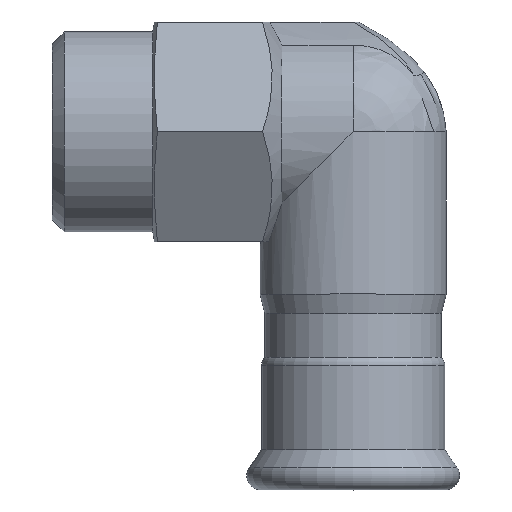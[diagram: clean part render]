
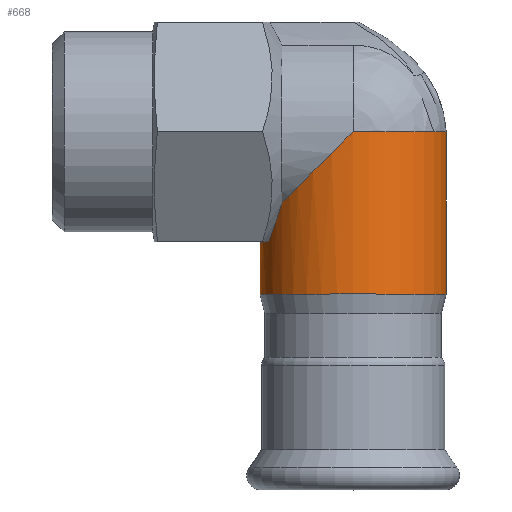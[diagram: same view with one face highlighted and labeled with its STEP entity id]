
A CAD part, top view. The second image highlights one B-rep face of the part: STEP entity #668.
In plain terms, the highlighted cylindrical face has radius 19.5 mm (diameter 39 mm), a full revolution.
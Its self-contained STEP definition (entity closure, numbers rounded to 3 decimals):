
#27=B_SPLINE_CURVE_WITH_KNOTS($,3,(#1232,#1233,#1234,#1235,#1236,#1237,
#1238,#1239),.UNSPECIFIED.,.F.,.F.,(4,2,2,4),(10.878,11.237,
11.733,11.791),.UNSPECIFIED.);
#28=B_SPLINE_CURVE_WITH_KNOTS($,3,(#1257,#1258,#1259,#1260,#1261,#1262,
#1263,#1264),.UNSPECIFIED.,.F.,.F.,(4,2,2,4),(8.085,8.144,
8.64,8.998),.UNSPECIFIED.);
#35=ELLIPSE($,#745,27.577,19.5);
#36=ELLIPSE($,#747,27.577,19.5);
#92=FACE_BOUND($,#214,.T.);
#107=CYLINDRICAL_SURFACE($,#754,19.5);
#146=FACE_OUTER_BOUND($,#213,.T.);
#213=EDGE_LOOP($,(#566,#567,#568,#569,#570,#571));
#214=EDGE_LOOP($,(#572));
#286=CIRCLE($,#750,19.5);
#287=CIRCLE($,#752,19.5);
#289=CIRCLE($,#755,19.5);
#341=VERTEX_POINT($,#1229);
#342=VERTEX_POINT($,#1231);
#345=VERTEX_POINT($,#1252);
#346=VERTEX_POINT($,#1256);
#347=VERTEX_POINT($,#1267);
#348=VERTEX_POINT($,#1271);
#349=VERTEX_POINT($,#1277);
#414=EDGE_CURVE($,#342,#341,#27,.T.);
#419=EDGE_CURVE($,#346,#345,#28,.T.);
#422=EDGE_CURVE($,#341,#347,#35,.T.);
#423=EDGE_CURVE($,#348,#346,#36,.T.);
#425=EDGE_CURVE($,#348,#347,#286,.T.);
#426=EDGE_CURVE($,#349,#349,#287,.T.);
#428=EDGE_CURVE($,#342,#345,#289,.T.);
#566=ORIENTED_EDGE($,*,*,#423,.T.);
#567=ORIENTED_EDGE($,*,*,#419,.T.);
#568=ORIENTED_EDGE($,*,*,#428,.F.);
#569=ORIENTED_EDGE($,*,*,#414,.T.);
#570=ORIENTED_EDGE($,*,*,#422,.T.);
#571=ORIENTED_EDGE($,*,*,#425,.F.);
#572=ORIENTED_EDGE($,*,*,#426,.T.);
#668=ADVANCED_FACE($,(#146,#92),#107,.T.);
#745=AXIS2_PLACEMENT_3D($,#1269,#912,#913);
#747=AXIS2_PLACEMENT_3D($,#1272,#916,#917);
#750=AXIS2_PLACEMENT_3D($,#1275,#922,#923);
#752=AXIS2_PLACEMENT_3D($,#1278,#926,#927);
#754=AXIS2_PLACEMENT_3D($,#1281,#930,#931);
#755=AXIS2_PLACEMENT_3D($,#1282,#932,#933);
#912=DIRECTION('center_axis',(-0.707,-0.707,0.));
#913=DIRECTION('ref_axis',(-0.707,0.707,0.));
#916=DIRECTION('center_axis',(-0.707,-0.707,0.));
#917=DIRECTION('ref_axis',(-0.707,0.707,0.));
#922=DIRECTION('center_axis',(0.,1.,0.));
#923=DIRECTION('ref_axis',(-1.,0.,0.));
#926=DIRECTION('center_axis',(0.,1.,0.));
#927=DIRECTION('ref_axis',(-1.,0.,0.));
#930=DIRECTION('center_axis',(0.,1.,0.));
#931=DIRECTION('ref_axis',(-1.,0.,0.));
#932=DIRECTION('center_axis',(0.,1.,0.));
#933=DIRECTION('ref_axis',(-1.,0.,0.));
#1229=CARTESIAN_POINT('',(14.92,23.08,12.556));
#1231=CARTESIAN_POINT('',(17.74,15.,8.097));
#1232=CARTESIAN_POINT('Ctrl Pts',(17.74,15.,8.097));
#1233=CARTESIAN_POINT('Ctrl Pts',(17.39,15.912,8.863));
#1234=CARTESIAN_POINT('Ctrl Pts',(17.007,16.934,9.569));
#1235=CARTESIAN_POINT('Ctrl Pts',(16.086,19.489,11.069));
#1236=CARTESIAN_POINT('Ctrl Pts',(15.548,21.067,11.791));
#1237=CARTESIAN_POINT('Ctrl Pts',(15.029,22.725,12.425));
#1238=CARTESIAN_POINT('Ctrl Pts',(14.975,22.902,12.491));
#1239=CARTESIAN_POINT('Ctrl Pts',(14.92,23.08,12.556));
#1252=CARTESIAN_POINT('',(17.74,15.,-8.097));
#1256=CARTESIAN_POINT('',(14.92,23.08,-12.556));
#1257=CARTESIAN_POINT('Ctrl Pts',(14.92,23.08,-12.556));
#1258=CARTESIAN_POINT('Ctrl Pts',(14.975,22.902,-12.491));
#1259=CARTESIAN_POINT('Ctrl Pts',(15.029,22.725,-12.425));
#1260=CARTESIAN_POINT('Ctrl Pts',(15.548,21.067,-11.791));
#1261=CARTESIAN_POINT('Ctrl Pts',(16.086,19.489,-11.069));
#1262=CARTESIAN_POINT('Ctrl Pts',(17.007,16.934,-9.569));
#1263=CARTESIAN_POINT('Ctrl Pts',(17.39,15.912,-8.863));
#1264=CARTESIAN_POINT('Ctrl Pts',(17.74,15.,-8.097));
#1267=CARTESIAN_POINT('',(0.,38.,19.5));
#1269=CARTESIAN_POINT('Origin',(0.,38.,0.));
#1271=CARTESIAN_POINT('',(0.,38.,-19.5));
#1272=CARTESIAN_POINT('Origin',(0.,38.,0.));
#1275=CARTESIAN_POINT('Origin',(0.,38.,0.));
#1277=CARTESIAN_POINT('',(-19.5,4.,0.));
#1278=CARTESIAN_POINT('Origin',(0.,4.,0.));
#1281=CARTESIAN_POINT('Origin',(0.,21.,0.));
#1282=CARTESIAN_POINT('Origin',(0.,15.,0.));
